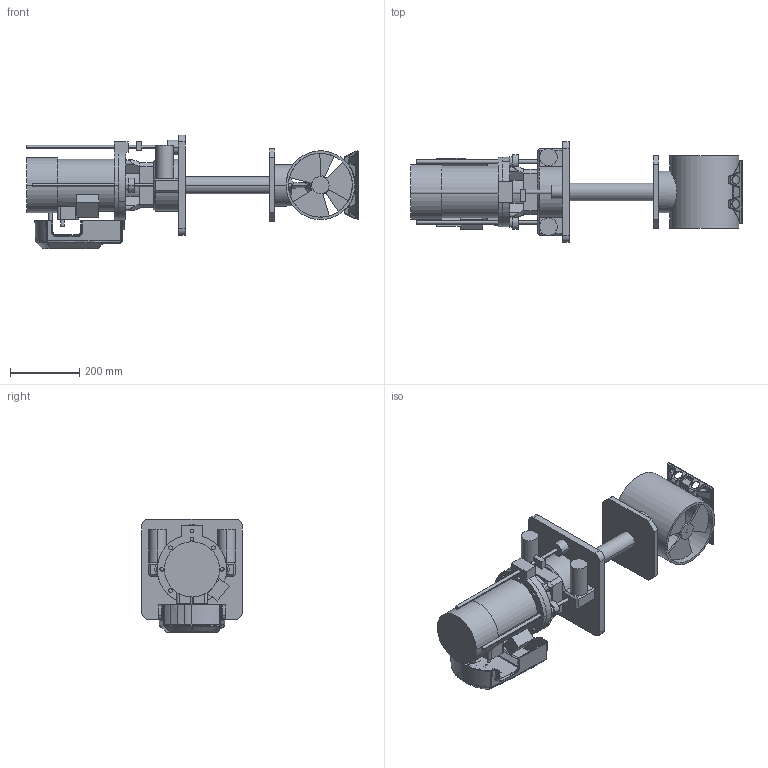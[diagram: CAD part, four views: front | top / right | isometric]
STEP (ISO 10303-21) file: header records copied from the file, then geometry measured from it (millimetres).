
FILE_DESCRIPTION(('CATIA V5 STEP Exchange'),'2;1');
FILE_NAME('VIP 150 elect-open.stp','2014-12-01T14:27:31+00:00',('none'),('none'),'CATIA Version 5 Release 21 GA (IN-10)','CATIA V5 STEP AP203','none');
FILE_SCHEMA(('CONFIG_CONTROL_DESIGN'));
Products named in the file (1): VIP150elct
Assembly tree (7 placements, depth 2):
  VIP150elct
    #58
    #3274
    #6820
    #31957
    #52455
    #56704  x2
Bounding box: 959 x 290 x 329 mm (x, y, z)
Volume: 13922866.5 mm3; surface area: 1451354.9 mm2
Topology: 10 solids, 10 shells, 1270 faces, 3261 edges, 1997 vertices
Faces by surface type: plane 441, cylinder 429, bspline 311, cone 44, sphere 40, revolution 5
Entity records: 57096 total; most frequent: CARTESIAN_POINT 31733, ORIENTED_EDGE 6254, DIRECTION 3377, EDGE_CURVE 3127, VERTEX_POINT 1962, VECTOR 1351, LINE 1351, EDGE_LOOP 1331
